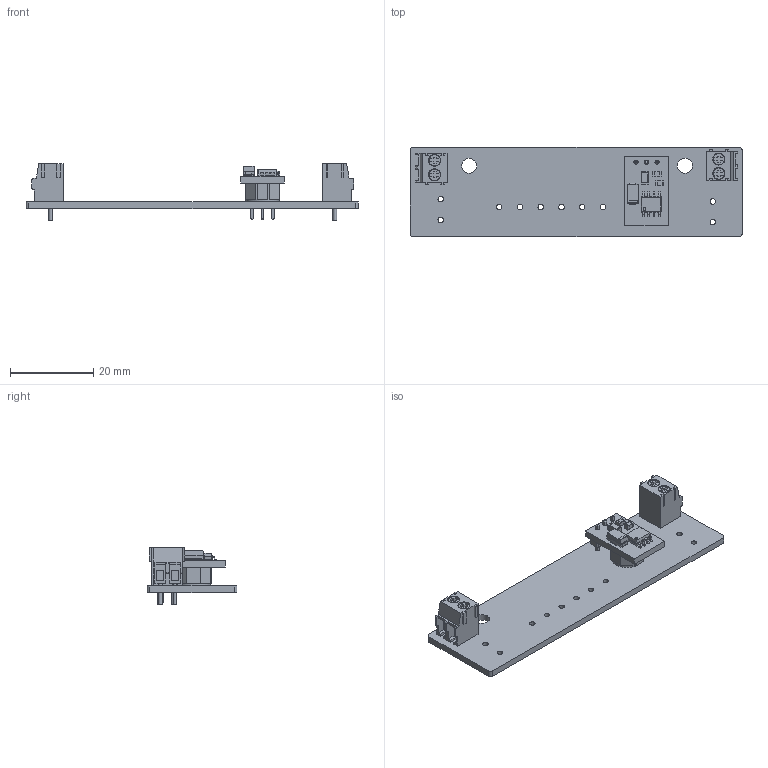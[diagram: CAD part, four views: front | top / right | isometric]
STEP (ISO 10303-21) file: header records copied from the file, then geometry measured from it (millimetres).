
FILE_DESCRIPTION(('KiCad electronic assembly'),'2;1');
FILE_NAME('cablebot_power.step','2021-06-29T12:29:53',('An Author'),( 'A Company'),'Open CASCADE STEP processor 7.5', 'KiCad to STEP converter','Unknown');
FILE_SCHEMA(('AUTOMOTIVE_DESIGN { 1 0 10303 214 1 1 1 1 }'));
Length unit declared in the file: millimetre
Products named in the file (6): Open CASCADE STEP translator 7.5 1; Converter_DCDC_Murata_OKI-78SR_horizontal; COMPOUND; TerminalBlock_Phoenix_PT-1,5-2-3.5-H_1x02_P3.50mm_Horizontal; SOLID
Assembly tree (6 placements, depth 3):
  Open CASCADE STEP translator 7.5 1
    Converter_DCDC_Murata_OKI-78SR_horizontal
      COMPOUND
    TerminalBlock_Phoenix_PT-1,5-2-3.5-H_1x02_P3.50mm_Horizontal  x2
      SOLID
    COMPOUND
Bounding box: 80 x 21.65 x 13.7 mm (x, y, z)
Volume: 3936.5 mm3; surface area: 6430.2 mm2
Topology: 7 solids, 7 shells, 683 faces, 1832 edges, 1181 vertices
Faces by surface type: plane 504, cylinder 137, bspline 42
Full cylindrical faces by diameter (mm): 0.6 x1, 0.9 x4, 1 x6, 1.2 x4, 1.32 x10, 2.7 x4, 2.9 x4, 3 x1, 3.585 x1, 3.624 x1, 5 x1, 6.3 x1, 8 x1
Entity records: 41041 total; most frequent: CARTESIAN_POINT 7157, DIRECTION 5566, LINE 3760, VECTOR 3760, ORIENTED_EDGE 2992, PCURVE 2992, DEFINITIONAL_REPRESENTATION 2992, EDGE_CURVE 1496
